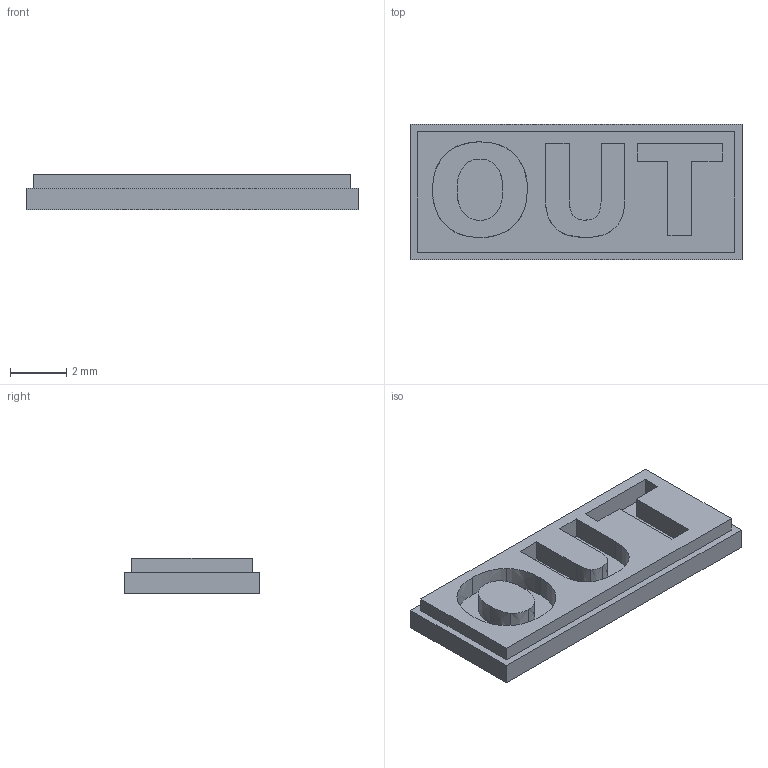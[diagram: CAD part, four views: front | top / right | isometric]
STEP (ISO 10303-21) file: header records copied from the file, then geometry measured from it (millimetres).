
FILE_DESCRIPTION(('Open CASCADE Model'),'2;1');
FILE_NAME('Open CASCADE Shape Model','2025-07-16T18:17:58',('Author'),( 'Open CASCADE'),'Open CASCADE STEP processor 7.7','Open CASCADE 7.7' ,'Unknown');
FILE_SCHEMA(('AUTOMOTIVE_DESIGN { 1 0 10303 214 1 1 1 1 }'));
Length unit declared in the file: millimetre
Products named in the file (1): Open CASCADE STEP translator 7.7 726
Bounding box: 11.8 x 4.8 x 1.25 mm (x, y, z)
Volume: 54.4 mm3; surface area: 188.2 mm2
Topology: 1 solids, 1 shells, 53 faces, 138 edges, 92 vertices
Faces by surface type: plane 29, extrusion 24
Entity records: 3444 total; most frequent: CARTESIAN_POINT 800, DIRECTION 402, VECTOR 342, LINE 318, ORIENTED_EDGE 276, PCURVE 276, DEFINITIONAL_REPRESENTATION 276, EDGE_CURVE 138
